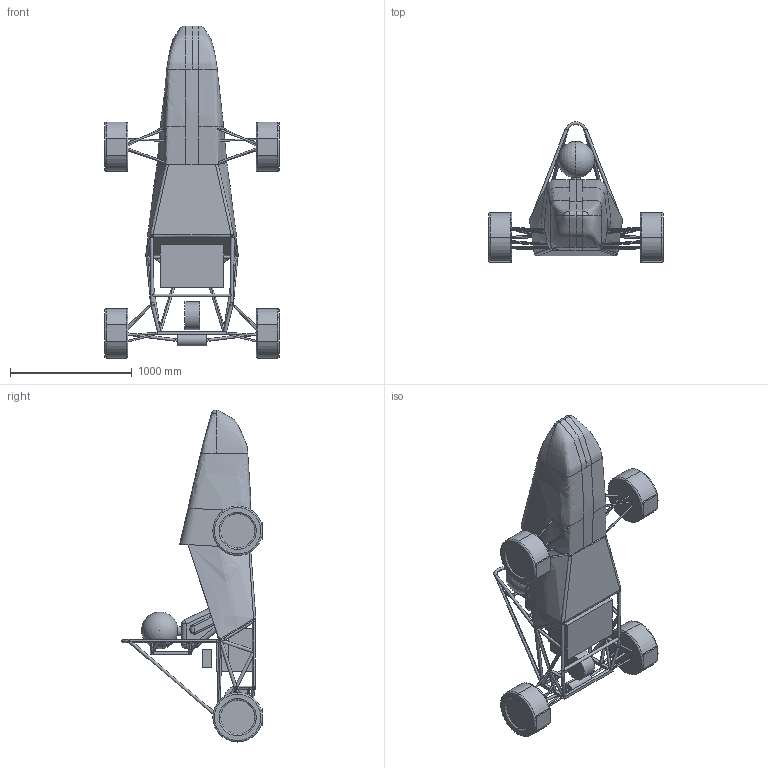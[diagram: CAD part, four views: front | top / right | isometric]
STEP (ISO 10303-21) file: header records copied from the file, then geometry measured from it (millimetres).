
FILE_DESCRIPTION (( 'STEP AP214' ), '1' );
FILE_NAME ('CFD_Block_Model_NFR25_v7.STEP', '2024-09-27T00:08:14', ( '' ), ( '' ), 'SwSTEP 2.0', 'SolidWorks 2024', '' );
FILE_SCHEMA (( 'AUTOMOTIVE_DESIGN' ));
Length unit declared in the file: inch
Products named in the file (1): CFD_Block_Model_NFR25_v7
Bounding box: 1435.1 x 1155.7 x 2724.84 mm (x, y, z)
Volume: 588215616.5 mm3; surface area: 8938640.6 mm2
Topology: 3 solids, 3 shells, 439 faces, 1349 edges, 860 vertices
Faces by surface type: cylinder 225, plane 92, torus 63, bspline 51, sphere 8
Entity records: 29495 total; most frequent: CARTESIAN_POINT 18916, ORIENTED_EDGE 2660, DIRECTION 1746, EDGE_CURVE 1330, VERTEX_POINT 857, AXIS2_PLACEMENT_3D 681, EDGE_LOOP 493, ADVANCED_FACE 439
